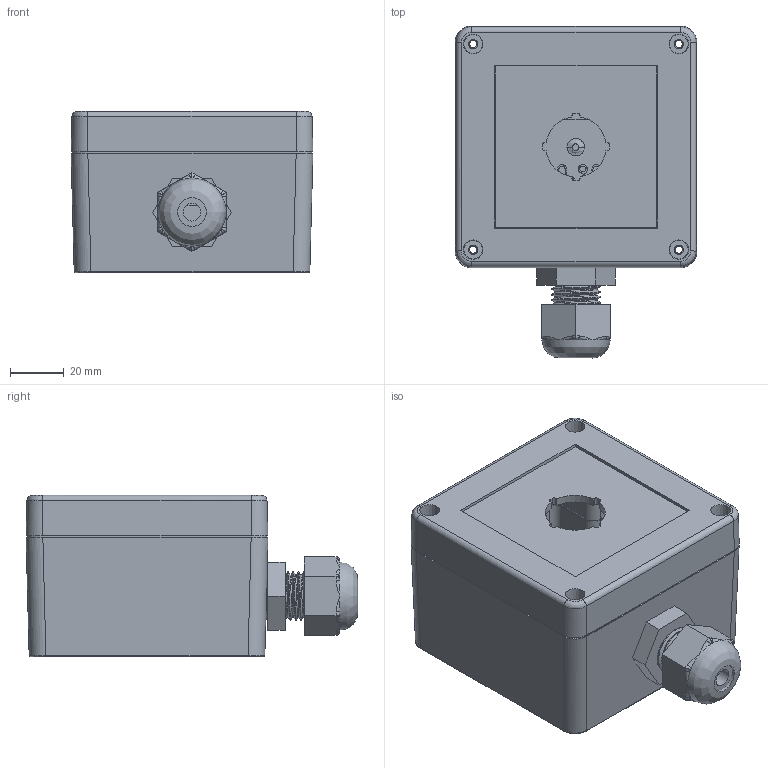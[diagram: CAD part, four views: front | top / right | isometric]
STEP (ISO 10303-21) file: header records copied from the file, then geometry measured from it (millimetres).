
FILE_DESCRIPTION(/* description */ (''),/* implementation_level */ '2;1');
FILE_NAME(/* name */ 'ZEB90.90.60-1.stp',/* time_stamp */ '2023-06-20T09:10:24+02:00',/* author */ ('ploter'),/* organization */ (''),/* preprocessor_version */ 'ST-DEVELOPER v16.5',/* originating_system */ 'Autodesk Inventor 2017',/* authorisation */ '');
FILE_SCHEMA (('AUTOMOTIVE_DESIGN { 1 0 10303 214 3 1 1 }'));
Products named in the file (8): ZP90.90.60J TM ABS ES1p; ZPB90.90.45; ZPC90.90.15; Gasket_A; dlawnica 16; cableclamp_base_M16_black; cableclamp_nut_16; rubber socket16
Assembly tree (7 placements, depth 3):
  ZP90.90.60J TM ABS ES1p
    ZPB90.90.45
    ZPC90.90.15
    Gasket_A
    dlawnica 16
      cableclamp_base_M16_black
      cableclamp_nut_16
      rubber socket16
Bounding box: 89.99 x 123.5 x 60 mm (x, y, z)
Volume: 130712.3 mm3; surface area: 96676.4 mm2
Topology: 6 solids, 6 shells, 987 faces, 2398 edges, 1501 vertices
Faces by surface type: plane 388, bspline 344, cylinder 192, cone 55, torus 8
Full cylindrical faces by diameter (mm): 1.986 x6, 2.681 x4, 3.178 x8, 3.475 x8, 3.873 x4, 4.465 x1, 4.475 x1, 5.955 x4, 5.958 x10, 6.667 x1, 7.944 x4, 9.93 x3, 10.667 x2, 13.333 x3, 16.3 x1
Entity records: 44428 total; most frequent: CARTESIAN_POINT 23155, ORIENTED_EDGE 4606, DIRECTION 3711, EDGE_CURVE 2303, VERTEX_POINT 1493, AXIS2_PLACEMENT_3D 1308, EDGE_LOOP 1182, LINE 1095
